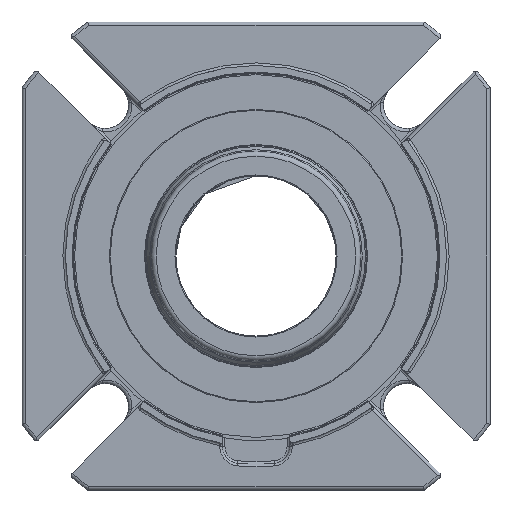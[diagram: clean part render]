
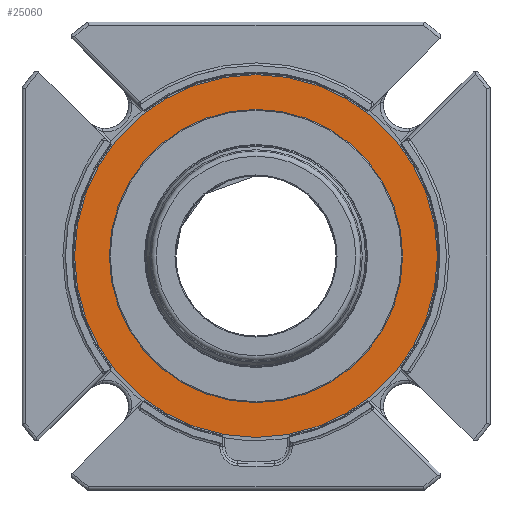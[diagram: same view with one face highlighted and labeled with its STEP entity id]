
A CAD part, left-side view. The second image highlights one B-rep face of the part: STEP entity #25060.
In plain terms, the highlighted planar face has unit normal (-1, 0, 0).
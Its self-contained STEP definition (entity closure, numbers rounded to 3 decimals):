
#3226=PLANE('',#26723);
#9027=ORIENTED_EDGE('',*,*,#11756,.F.);
#9028=ORIENTED_EDGE('',*,*,#11757,.T.);
#11756=EDGE_CURVE('',#13530,#13530,#14259,.F.);
#11757=EDGE_CURVE('',#13531,#13531,#14260,.T.);
#13530=VERTEX_POINT('',#40989);
#13531=VERTEX_POINT('',#40992);
#14259=CIRCLE('',#26722,43.606);
#14260=CIRCLE('',#26724,53.946);
#15395=EDGE_LOOP('',(#9027));
#15396=EDGE_LOOP('',(#9028));
#16561=FACE_BOUND('',#15395,.T.);
#16562=FACE_BOUND('',#15396,.T.);
#25060=ADVANCED_FACE('',(#16561,#16562),#3226,.F.);
#26722=AXIS2_PLACEMENT_3D('',#40988,#31271,#31272);
#26723=AXIS2_PLACEMENT_3D('',#40990,#31273,#31274);
#26724=AXIS2_PLACEMENT_3D('',#40991,#31275,#31276);
#31271=DIRECTION('',(1.,0.,0.));
#31272=DIRECTION('',(0.,0.,-1.));
#31273=DIRECTION('',(1.,0.,0.));
#31274=DIRECTION('',(0.,-1.,0.));
#31275=DIRECTION('',(-1.,0.,0.));
#31276=DIRECTION('',(0.,1.,0.));
#40988=CARTESIAN_POINT('',(6.782,0.,0.));
#40989=CARTESIAN_POINT('',(6.782,0.,-43.606));
#40990=CARTESIAN_POINT('',(6.782,53.946,0.));
#40991=CARTESIAN_POINT('',(6.782,0.,0.));
#40992=CARTESIAN_POINT('',(6.782,53.946,0.));
